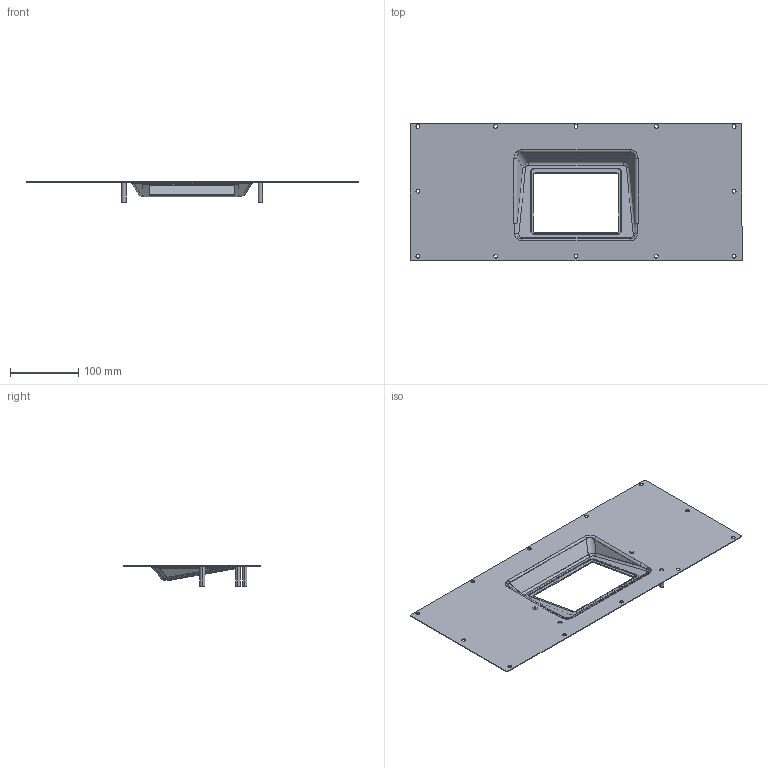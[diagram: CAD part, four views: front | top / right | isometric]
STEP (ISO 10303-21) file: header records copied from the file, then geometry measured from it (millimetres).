
FILE_DESCRIPTION (( 'STEP AP203' ), '1' );
FILE_NAME ('ヶ啣V2.STEP', '2022-09-27T06:02:14', ( '' ), ( '' ), 'SwSTEP 2.0', 'SolidWorks 2016', '' );
FILE_SCHEMA (( 'CONFIG_CONTROL_DESIGN' ));
Length unit declared in the file: millimetre
Products named in the file (1): ヶ啣V2
Bounding box: 486 x 202 x 30 mm (x, y, z)
Volume: 97189.5 mm3; surface area: 186438.3 mm2
Topology: 1 solids, 1 shells, 152 faces, 374 edges, 236 vertices
Faces by surface type: cylinder 76, plane 40, bspline 32, torus 4
Entity records: 5742 total; most frequent: CARTESIAN_POINT 2146, ORIENTED_EDGE 748, DIRECTION 724, EDGE_CURVE 374, AXIS2_PLACEMENT_3D 285, VERTEX_POINT 236, EDGE_LOOP 190, CIRCLE 164
